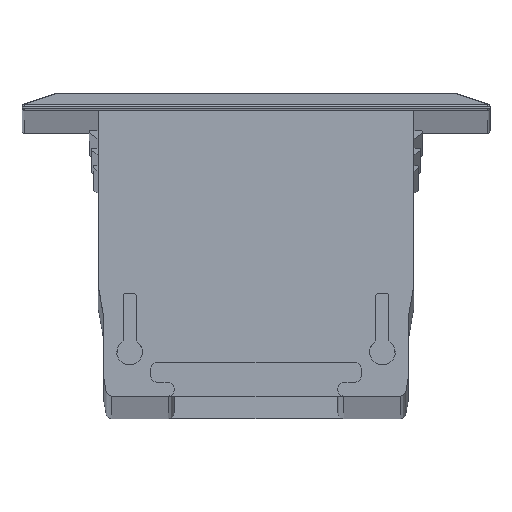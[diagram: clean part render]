
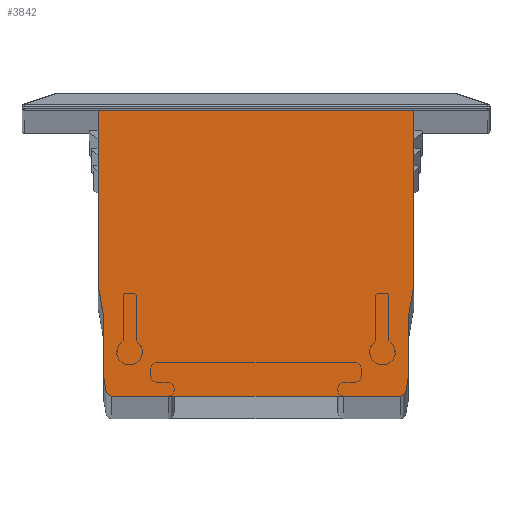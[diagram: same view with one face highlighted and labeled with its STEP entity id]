
A CAD part, top view. The second image highlights one B-rep face of the part: STEP entity #3842.
In plain terms, the highlighted face is planar.
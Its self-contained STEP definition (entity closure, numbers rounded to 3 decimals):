
#11 = DIRECTION ( 'NONE',  ( 0., 0., 1. ) ) ;
#28 = AXIS2_PLACEMENT_3D ( 'NONE', #1020, #3241, #1314 ) ;
#42 = CARTESIAN_POINT ( 'NONE',  ( -1.2, 13.5, 9.553 ) ) ;
#160 = EDGE_CURVE ( 'NONE', #4102, #2210, #3523, .T. ) ;
#253 = CARTESIAN_POINT ( 'NONE',  ( -1.2, -12.316, 0. ) ) ;
#255 = ORIENTED_EDGE ( 'NONE', *, *, #4497, .T. ) ;
#266 = CARTESIAN_POINT ( 'NONE',  ( -1.2, -12.997, 1.483 ) ) ;
#278 = VERTEX_POINT ( 'NONE', #532 ) ;
#288 = CARTESIAN_POINT ( 'NONE',  ( -1.2, 12.808, 0.413 ) ) ;
#380 = VERTEX_POINT ( 'NONE', #253 ) ;
#396 = DIRECTION ( 'NONE',  ( -1., 0., 0. ) ) ;
#404 = CARTESIAN_POINT ( 'NONE',  ( -1.2, -13., 6.7 ) ) ;
#440 = CARTESIAN_POINT ( 'NONE',  ( -1.2, -13., 6.683 ) ) ;
#458 = LINE ( 'NONE', #1968, #3798 ) ;
#498 = VECTOR ( 'NONE', #2254, 1000. ) ;
#524 = DIRECTION ( 'NONE',  ( -1., 0., 0. ) ) ;
#532 = CARTESIAN_POINT ( 'NONE',  ( -1.2, 12.997, 1.483 ) ) ;
#540 = DIRECTION ( 'NONE',  ( -1., 0., 0. ) ) ;
#552 = EDGE_CURVE ( 'NONE', #1818, #4246, #3129, .T. ) ;
#563 = CARTESIAN_POINT ( 'NONE',  ( -1.2, 13.497, 9.518 ) ) ;
#655 = VECTOR ( 'NONE', #4853, 1000. ) ;
#843 = EDGE_CURVE ( 'NONE', #1102, #278, #4768, .T. ) ;
#848 = DIRECTION ( 'NONE',  ( 0., 0., 1. ) ) ;
#863 = VERTEX_POINT ( 'NONE', #3630 ) ;
#867 = DIRECTION ( 'NONE',  ( 0., 0., -1. ) ) ;
#878 = DIRECTION ( 'NONE',  ( 0., 0., 1. ) ) ;
#961 = ORIENTED_EDGE ( 'NONE', *, *, #1645, .T. ) ;
#966 = CIRCLE ( 'NONE', #2086, 0.5 ) ;
#983 = CARTESIAN_POINT ( 'NONE',  ( -1.2, -13.5, 9.536 ) ) ;
#1001 = AXIS2_PLACEMENT_3D ( 'NONE', #3516, #3126, #11 ) ;
#1020 = CARTESIAN_POINT ( 'NONE',  ( -1.2, -13.2, 6.683 ) ) ;
#1058 = LINE ( 'NONE', #983, #1260 ) ;
#1088 = CARTESIAN_POINT ( 'NONE',  ( -1.2, 13.5, 24.4 ) ) ;
#1095 = CARTESIAN_POINT ( 'NONE',  ( -1.2, 13.5, 9.536 ) ) ;
#1098 = EDGE_CURVE ( 'NONE', #3975, #2023, #2328, .T. ) ;
#1102 = VERTEX_POINT ( 'NONE', #4220 ) ;
#1175 = CARTESIAN_POINT ( 'NONE',  ( -1.2, -12.808, 0.413 ) ) ;
#1239 = CARTESIAN_POINT ( 'NONE',  ( -1.2, 12.316, 0. ) ) ;
#1241 = VERTEX_POINT ( 'NONE', #4773 ) ;
#1260 = VECTOR ( 'NONE', #2137, 1000. ) ;
#1305 = EDGE_CURVE ( 'NONE', #4246, #3975, #3374, .T. ) ;
#1308 = ORIENTED_EDGE ( 'NONE', *, *, #2938, .T. ) ;
#1314 = DIRECTION ( 'NONE',  ( 0., 0., 1. ) ) ;
#1318 = VERTEX_POINT ( 'NONE', #288 ) ;
#1348 = DIRECTION ( 'NONE',  ( 0., 0., 1. ) ) ;
#1360 = DIRECTION ( 'NONE',  ( -1., 0., 0. ) ) ;
#1394 = CARTESIAN_POINT ( 'NONE',  ( -1.2, -13.5, 24.4 ) ) ;
#1578 = LINE ( 'NONE', #4657, #2797 ) ;
#1645 = EDGE_CURVE ( 'NONE', #863, #3950, #458, .T. ) ;
#1696 = CIRCLE ( 'NONE', #28, 0.2 ) ;
#1725 = DIRECTION ( 'NONE',  ( 0., 0., 1. ) ) ;
#1728 = ORIENTED_EDGE ( 'NONE', *, *, #160, .T. ) ;
#1803 = CARTESIAN_POINT ( 'NONE',  ( -1.2, -13.5, 24.4 ) ) ;
#1818 = VERTEX_POINT ( 'NONE', #3487 ) ;
#1840 = ORIENTED_EDGE ( 'NONE', *, *, #3081, .T. ) ;
#1860 = ORIENTED_EDGE ( 'NONE', *, *, #843, .T. ) ;
#1894 = VERTEX_POINT ( 'NONE', #1906 ) ;
#1906 = CARTESIAN_POINT ( 'NONE',  ( -1.2, -13.497, 9.518 ) ) ;
#1933 = ORIENTED_EDGE ( 'NONE', *, *, #1974, .T. ) ;
#1965 = ORIENTED_EDGE ( 'NONE', *, *, #2009, .T. ) ;
#1968 = CARTESIAN_POINT ( 'NONE',  ( -1.2, -13.5, 24.4 ) ) ;
#1974 = EDGE_CURVE ( 'NONE', #1318, #4083, #966, .T. ) ;
#2009 = EDGE_CURVE ( 'NONE', #3950, #1818, #2128, .T. ) ;
#2017 = EDGE_CURVE ( 'NONE', #2023, #3396, #4936, .T. ) ;
#2023 = VERTEX_POINT ( 'NONE', #3338 ) ;
#2037 = ORIENTED_EDGE ( 'NONE', *, *, #3981, .T. ) ;
#2049 = VERTEX_POINT ( 'NONE', #266 ) ;
#2086 = AXIS2_PLACEMENT_3D ( 'NONE', #3657, #540, #878 ) ;
#2093 = CIRCLE ( 'NONE', #1001, 0.2 ) ;
#2103 = CARTESIAN_POINT ( 'NONE',  ( -1.2, 12.351, -2.178 ) ) ;
#2128 = LINE ( 'NONE', #1803, #655 ) ;
#2137 = DIRECTION ( 'NONE',  ( 0., -0.174, 0.985 ) ) ;
#2149 = LINE ( 'NONE', #2103, #4790 ) ;
#2207 = CARTESIAN_POINT ( 'NONE',  ( -1.2, 13.2, 6.683 ) ) ;
#2210 = VERTEX_POINT ( 'NONE', #440 ) ;
#2228 = DIRECTION ( 'NONE',  ( 0., -0.174, -0.985 ) ) ;
#2254 = DIRECTION ( 'NONE',  ( 0., -0.174, -0.985 ) ) ;
#2321 = EDGE_CURVE ( 'NONE', #380, #2693, #2982, .T. ) ;
#2328 = LINE ( 'NONE', #1095, #498 ) ;
#2346 = EDGE_CURVE ( 'NONE', #2049, #4102, #2093, .T. ) ;
#2368 = AXIS2_PLACEMENT_3D ( 'NONE', #3944, #524, #4758 ) ;
#2421 = VECTOR ( 'NONE', #848, 1000. ) ;
#2605 = CARTESIAN_POINT ( 'NONE',  ( -1.2, -12.351, -2.178 ) ) ;
#2614 = DIRECTION ( 'NONE',  ( 0., 0., 1. ) ) ;
#2683 = AXIS2_PLACEMENT_3D ( 'NONE', #3637, #4809, #1725 ) ;
#2693 = VERTEX_POINT ( 'NONE', #1175 ) ;
#2765 = PLANE ( 'NONE',  #2368 ) ;
#2797 = VECTOR ( 'NONE', #3922, 1000. ) ;
#2817 = CARTESIAN_POINT ( 'NONE',  ( -1.2, 13., 6.7 ) ) ;
#2878 = AXIS2_PLACEMENT_3D ( 'NONE', #4835, #3348, #1348 ) ;
#2920 = ORIENTED_EDGE ( 'NONE', *, *, #4944, .T. ) ;
#2938 = EDGE_CURVE ( 'NONE', #2210, #1241, #1696, .T. ) ;
#2971 = AXIS2_PLACEMENT_3D ( 'NONE', #4917, #1360, #3675 ) ;
#2982 = CIRCLE ( 'NONE', #3639, 0.5 ) ;
#3013 = EDGE_CURVE ( 'NONE', #278, #1318, #2149, .T. ) ;
#3081 = EDGE_CURVE ( 'NONE', #2693, #2049, #3760, .T. ) ;
#3098 = ORIENTED_EDGE ( 'NONE', *, *, #2346, .T. ) ;
#3120 = ORIENTED_EDGE ( 'NONE', *, *, #552, .T. ) ;
#3126 = DIRECTION ( 'NONE',  ( -1., 0., 0. ) ) ;
#3129 = LINE ( 'NONE', #1088, #4429 ) ;
#3236 = CARTESIAN_POINT ( 'NONE',  ( -1.2, 13., 6.683 ) ) ;
#3241 = DIRECTION ( 'NONE',  ( 1., 0., 0. ) ) ;
#3338 = CARTESIAN_POINT ( 'NONE',  ( -1.2, 13.003, 6.717 ) ) ;
#3348 = DIRECTION ( 'NONE',  ( -1., 0., 0. ) ) ;
#3374 = CIRCLE ( 'NONE', #2971, 0.2 ) ;
#3396 = VERTEX_POINT ( 'NONE', #3236 ) ;
#3443 = DIRECTION ( 'NONE',  ( 0., -0.174, 0.985 ) ) ;
#3487 = CARTESIAN_POINT ( 'NONE',  ( -1.2, 13.5, 24.4 ) ) ;
#3490 = DIRECTION ( 'NONE',  ( 0., 0., -1. ) ) ;
#3516 = CARTESIAN_POINT ( 'NONE',  ( -1.2, -12.8, 1.517 ) ) ;
#3523 = LINE ( 'NONE', #404, #2421 ) ;
#3594 = ORIENTED_EDGE ( 'NONE', *, *, #4347, .T. ) ;
#3615 = EDGE_LOOP ( 'NONE', ( #2920, #4448, #1840, #3098, #1728, #1308, #255, #2037, #961, #1965, #3120, #4836, #4490, #4288, #3594, #1860, #3641, #1933 ) ) ;
#3630 = CARTESIAN_POINT ( 'NONE',  ( -1.2, -13.5, 9.553 ) ) ;
#3637 = CARTESIAN_POINT ( 'NONE',  ( -1.2, -13.3, 9.553 ) ) ;
#3639 = AXIS2_PLACEMENT_3D ( 'NONE', #4610, #396, #2614 ) ;
#3641 = ORIENTED_EDGE ( 'NONE', *, *, #3013, .T. ) ;
#3657 = CARTESIAN_POINT ( 'NONE',  ( -1.2, 12.316, 0.5 ) ) ;
#3675 = DIRECTION ( 'NONE',  ( 0., 0., 1. ) ) ;
#3682 = DIRECTION ( 'NONE',  ( 0., 0., 1. ) ) ;
#3760 = LINE ( 'NONE', #2605, #4950 ) ;
#3798 = VECTOR ( 'NONE', #4457, 1000. ) ;
#3842 = ADVANCED_FACE ( 'NONE', ( #4690 ), #2765, .T. ) ;
#3922 = DIRECTION ( 'NONE',  ( 0., -1., 0. ) ) ;
#3944 = CARTESIAN_POINT ( 'NONE',  ( -1.2, 0., 0. ) ) ;
#3950 = VERTEX_POINT ( 'NONE', #1394 ) ;
#3975 = VERTEX_POINT ( 'NONE', #563 ) ;
#3981 = EDGE_CURVE ( 'NONE', #1894, #863, #4075, .T. ) ;
#4075 = CIRCLE ( 'NONE', #2683, 0.2 ) ;
#4083 = VERTEX_POINT ( 'NONE', #1239 ) ;
#4102 = VERTEX_POINT ( 'NONE', #4820 ) ;
#4144 = DIRECTION ( 'NONE',  ( 1., 0., 0. ) ) ;
#4220 = CARTESIAN_POINT ( 'NONE',  ( -1.2, 13., 1.517 ) ) ;
#4246 = VERTEX_POINT ( 'NONE', #42 ) ;
#4288 = ORIENTED_EDGE ( 'NONE', *, *, #2017, .T. ) ;
#4347 = EDGE_CURVE ( 'NONE', #3396, #1102, #4643, .T. ) ;
#4349 = VECTOR ( 'NONE', #867, 1000. ) ;
#4368 = AXIS2_PLACEMENT_3D ( 'NONE', #2207, #4144, #3682 ) ;
#4429 = VECTOR ( 'NONE', #3490, 1000. ) ;
#4448 = ORIENTED_EDGE ( 'NONE', *, *, #2321, .T. ) ;
#4457 = DIRECTION ( 'NONE',  ( 0., 0., 1. ) ) ;
#4490 = ORIENTED_EDGE ( 'NONE', *, *, #1098, .T. ) ;
#4497 = EDGE_CURVE ( 'NONE', #1241, #1894, #1058, .T. ) ;
#4610 = CARTESIAN_POINT ( 'NONE',  ( -1.2, -12.316, 0.5 ) ) ;
#4643 = LINE ( 'NONE', #2817, #4349 ) ;
#4657 = CARTESIAN_POINT ( 'NONE',  ( -1.2, 13., 0. ) ) ;
#4690 = FACE_OUTER_BOUND ( 'NONE', #3615, .T. ) ;
#4758 = DIRECTION ( 'NONE',  ( 0., 0., 1. ) ) ;
#4768 = CIRCLE ( 'NONE', #2878, 0.2 ) ;
#4773 = CARTESIAN_POINT ( 'NONE',  ( -1.2, -13.003, 6.717 ) ) ;
#4790 = VECTOR ( 'NONE', #2228, 1000. ) ;
#4809 = DIRECTION ( 'NONE',  ( -1., 0., 0. ) ) ;
#4820 = CARTESIAN_POINT ( 'NONE',  ( -1.2, -13., 1.517 ) ) ;
#4835 = CARTESIAN_POINT ( 'NONE',  ( -1.2, 12.8, 1.517 ) ) ;
#4836 = ORIENTED_EDGE ( 'NONE', *, *, #1305, .T. ) ;
#4853 = DIRECTION ( 'NONE',  ( 0., 1., 0. ) ) ;
#4917 = CARTESIAN_POINT ( 'NONE',  ( -1.2, 13.3, 9.553 ) ) ;
#4936 = CIRCLE ( 'NONE', #4368, 0.2 ) ;
#4944 = EDGE_CURVE ( 'NONE', #4083, #380, #1578, .T. ) ;
#4950 = VECTOR ( 'NONE', #3443, 1000. ) ;
